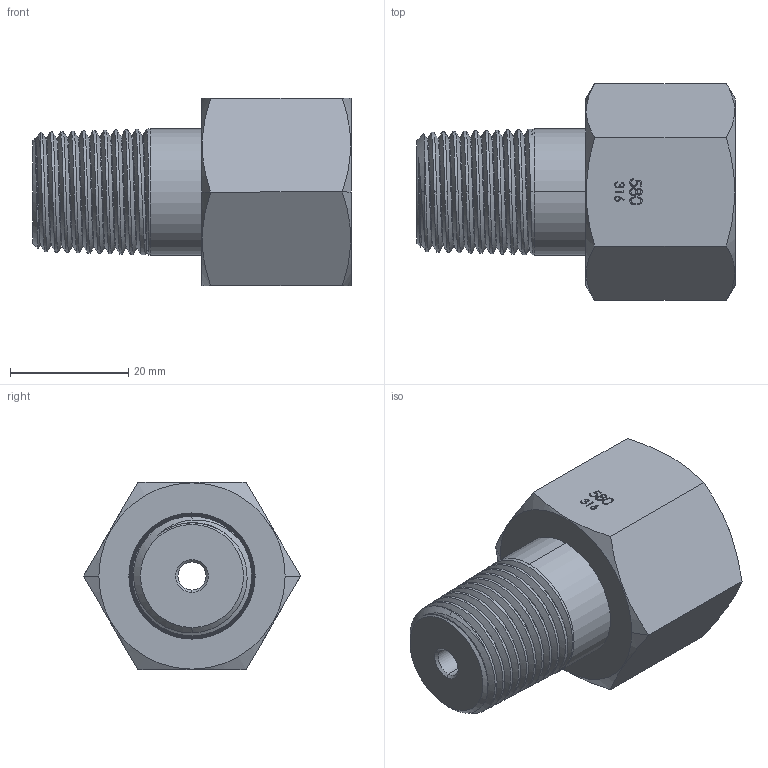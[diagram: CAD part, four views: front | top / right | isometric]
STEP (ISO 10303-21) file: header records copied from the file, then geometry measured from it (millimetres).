
FILE_DESCRIPTION (( 'STEP AP203' ), '1' );
FILE_NAME ('AD-580FSS-8MNPT.STEP', '2025-08-04T18:58:30', ( '' ), ( '' ), 'SwSTEP 2.0', 'SolidWorks 2018', '' );
FILE_SCHEMA (( 'CONFIG_CONTROL_DESIGN' ));
Length unit declared in the file: inch
Products named in the file (1): AD-580FSS-8MNPT
Bounding box: 53.85 x 36.66 x 31.75 mm (x, y, z)
Volume: 21949 mm3; surface area: 9485.1 mm2
Topology: 1 solids, 1 shells, 161 faces, 426 edges, 279 vertices
Faces by surface type: bspline 63, cone 38, plane 38, cylinder 22
Entity records: 18620 total; most frequent: CARTESIAN_POINT 15144, ORIENTED_EDGE 852, DIRECTION 433, EDGE_CURVE 426, VERTEX_POINT 279, B_SPLINE_CURVE_WITH_KNOTS 220, LINE 177, VECTOR 177
